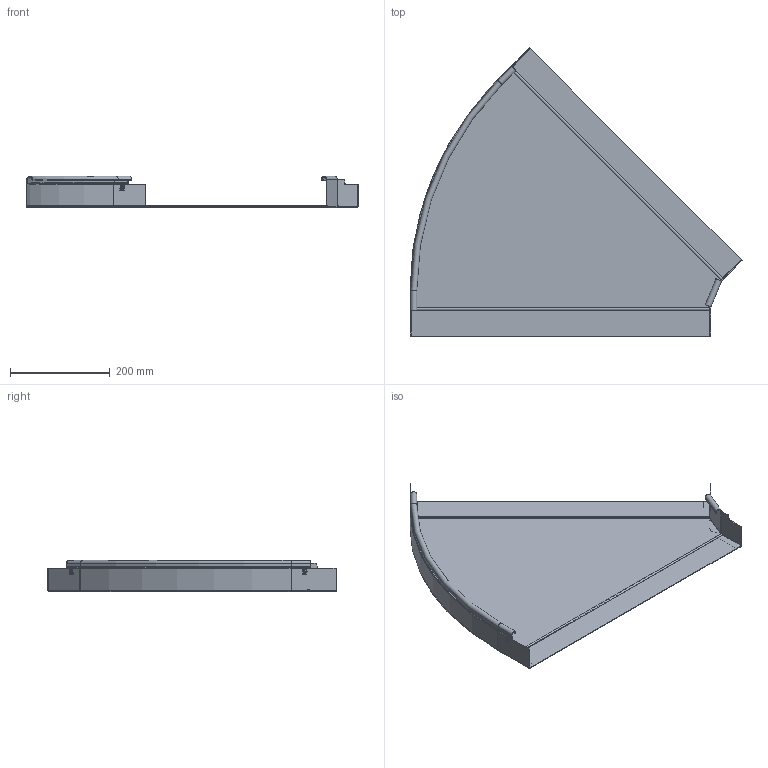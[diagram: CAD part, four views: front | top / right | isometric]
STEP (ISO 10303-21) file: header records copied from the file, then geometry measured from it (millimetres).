
FILE_DESCRIPTION((''),'2;1');
FILE_NAME('6041052_ASM','2012-10-01T',('AndreasKeweloh'),(''),'PRO/ENGINEER BY PARAMETRIC TECHNOLOGY CORPORATION, 2012230','PRO/ENGINEER BY PARAMETRIC TECHNOLOGY CORPORATION, 2012230','');
FILE_SCHEMA(('CONFIG_CONTROL_DESIGN'));
Length unit declared in the file: millimetre
Products named in the file (4): 6041052_INNENHOLM60; 6041052_BODENBLECH_600; 6041052_AUSSENHOM_360; 6041052_ASM
Assembly tree (3 placements, depth 2):
  6041052_ASM
    6041052_INNENHOLM60
    6041052_BODENBLECH_600
    6041052_AUSSENHOM_360
Bounding box: 666.23 x 578.23 x 63 mm (x, y, z)
Volume: 397949.8 mm3; surface area: 641841.8 mm2
Topology: 3 solids, 3 shells, 372 faces, 946 edges, 604 vertices
Faces by surface type: plane 233, cylinder 73, extrusion 52, torus 8, bspline 6
Entity records: 13749 total; most frequent: CARTESIAN_POINT 4816, ORIENTED_EDGE 1892, DIRECTION 1662, EDGE_CURVE 946, VECTOR 736, LINE 684, VERTEX_POINT 604, AXIS2_PLACEMENT_3D 463
